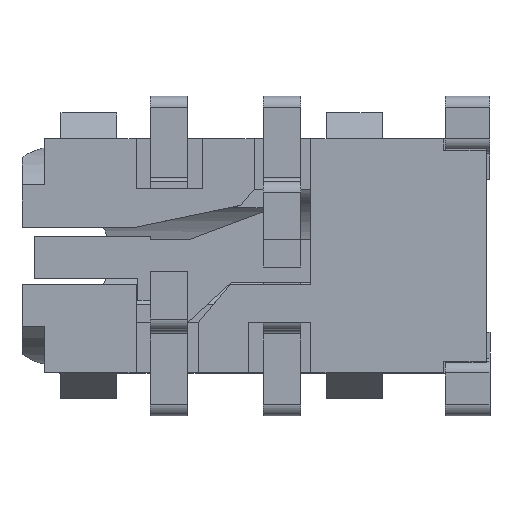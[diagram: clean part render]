
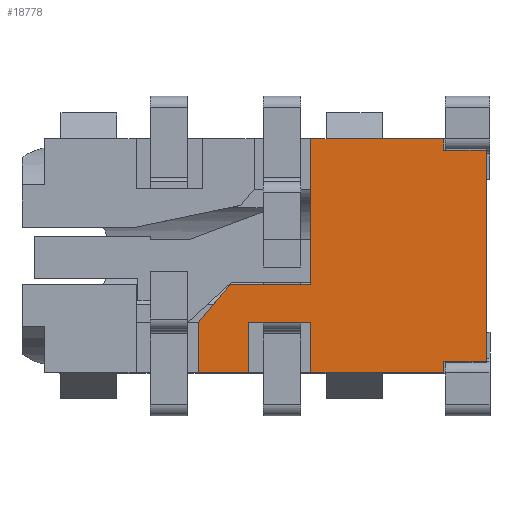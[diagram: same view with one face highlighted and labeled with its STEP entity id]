
A CAD part, top view. The second image highlights one B-rep face of the part: STEP entity #18778.
In plain terms, the highlighted planar face has unit normal (0, 0, 1).
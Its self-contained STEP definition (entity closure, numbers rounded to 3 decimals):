
#103 = ORIENTED_EDGE ( 'NONE', *, *, #20784, .F. ) ;
#228 = ORIENTED_EDGE ( 'NONE', *, *, #5110, .F. ) ;
#692 = LINE ( 'NONE', #23674, #7950 ) ;
#912 = VERTEX_POINT ( 'NONE', #21045 ) ;
#1486 = EDGE_CURVE ( 'NONE', #22363, #14454, #8516, .T. ) ;
#1669 = EDGE_CURVE ( 'NONE', #2329, #22363, #15020, .T. ) ;
#1888 = CARTESIAN_POINT ( 'NONE',  ( 5.1, -3.9, 4.6 ) ) ;
#1916 = DIRECTION ( 'NONE',  ( 0., 1., 0. ) ) ;
#1917 = DIRECTION ( 'NONE',  ( 0., 1., 0. ) ) ;
#1973 = EDGE_CURVE ( 'NONE', #15491, #23876, #7799, .T. ) ;
#2216 = CARTESIAN_POINT ( 'NONE',  ( 5.1, -2.846, 4.6 ) ) ;
#2329 = VERTEX_POINT ( 'NONE', #13081 ) ;
#2449 = ORIENTED_EDGE ( 'NONE', *, *, #22687, .F. ) ;
#2781 = CARTESIAN_POINT ( 'NONE',  ( 1.529, -3.15, 4.6 ) ) ;
#3147 = LINE ( 'NONE', #20565, #8902 ) ;
#3351 = EDGE_CURVE ( 'NONE', #21347, #19191, #18726, .T. ) ;
#3350 = DIRECTION ( 'NONE',  ( 1., 0., 0. ) ) ;
#3924 = VERTEX_POINT ( 'NONE', #15881 ) ;
#3949 = ORIENTED_EDGE ( 'NONE', *, *, #8280, .F. ) ;
#4040 = CARTESIAN_POINT ( 'NONE',  ( 0., 0., 4.6 ) ) ;
#4403 = FACE_OUTER_BOUND ( 'NONE', #15394, .T. ) ;
#4762 = AXIS2_PLACEMENT_3D ( 'NONE', #4040, #11748, #17795 ) ;
#4862 = CARTESIAN_POINT ( 'NONE',  ( 1.529, -1.8, 4.6 ) ) ;
#5110 = EDGE_CURVE ( 'NONE', #912, #24382, #15311, .T. ) ;
#5271 = DIRECTION ( 'NONE',  ( -1., 0., 0. ) ) ;
#5357 = CARTESIAN_POINT ( 'NONE',  ( -0.147, -3.15, 4.6 ) ) ;
#5689 = ORIENTED_EDGE ( 'NONE', *, *, #14710, .F. ) ;
#5742 = VECTOR ( 'NONE', #1916, 1000. ) ;
#5837 = CARTESIAN_POINT ( 'NONE',  ( -1.506, -3.15, 4.6 ) ) ;
#6258 = VECTOR ( 'NONE', #11432, 1000. ) ;
#6979 = CARTESIAN_POINT ( 'NONE',  ( -0.147, -1.8, 4.6 ) ) ;
#7186 = CARTESIAN_POINT ( 'NONE',  ( 6.25, -2.846, 4.6 ) ) ;
#7233 = LINE ( 'NONE', #11164, #19710 ) ;
#7799 = LINE ( 'NONE', #1888, #23968 ) ;
#7801 = CARTESIAN_POINT ( 'NONE',  ( 5.1, -3.15, 4.6 ) ) ;
#7950 = VECTOR ( 'NONE', #19776, 1000. ) ;
#8280 = EDGE_CURVE ( 'NONE', #14454, #15491, #19369, .T. ) ;
#8516 = LINE ( 'NONE', #21638, #20776 ) ;
#8902 = VECTOR ( 'NONE', #14507, 1000. ) ;
#8906 = ORIENTED_EDGE ( 'NONE', *, *, #23525, .F. ) ;
#9121 = DIRECTION ( 'NONE',  ( -1., 0., 0. ) ) ;
#9357 = DIRECTION ( 'NONE',  ( 1., 0., 0. ) ) ;
#9574 = DIRECTION ( 'NONE',  ( 0., -1., 0. ) ) ;
#9991 = LINE ( 'NONE', #17189, #17857 ) ;
#10103 = ORIENTED_EDGE ( 'NONE', *, *, #1486, .F. ) ;
#10900 = CARTESIAN_POINT ( 'NONE',  ( -1.506, -3.15, 4.6 ) ) ;
#11057 = LINE ( 'NONE', #5357, #24559 ) ;
#11164 = CARTESIAN_POINT ( 'NONE',  ( -6.25, 3.15, 4.6 ) ) ;
#11367 = LINE ( 'NONE', #19188, #15335 ) ;
#11432 = DIRECTION ( 'NONE',  ( -1., 0., 0. ) ) ;
#11444 = VERTEX_POINT ( 'NONE', #14497 ) ;
#11569 = CARTESIAN_POINT ( 'NONE',  ( -6.25, -3.15, 4.6 ) ) ;
#11735 = VECTOR ( 'NONE', #9121, 1000. ) ;
#11748 = DIRECTION ( 'NONE',  ( 0., 0., -1. ) ) ;
#11803 = CARTESIAN_POINT ( 'NONE',  ( -0.643, -0.776, 4.6 ) ) ;
#11812 = DIRECTION ( 'NONE',  ( -1., 0., 0. ) ) ;
#12034 = EDGE_CURVE ( 'NONE', #14674, #21347, #11367, .T. ) ;
#12524 = EDGE_CURVE ( 'NONE', #11444, #912, #692, .T. ) ;
#12857 = VECTOR ( 'NONE', #13456, 1000. ) ;
#13027 = DIRECTION ( 'NONE',  ( 0., 1., 0. ) ) ;
#13081 = CARTESIAN_POINT ( 'NONE',  ( 5.1, 2.844, 4.6 ) ) ;
#13148 = ORIENTED_EDGE ( 'NONE', *, *, #12524, .F. ) ;
#13178 = ORIENTED_EDGE ( 'NONE', *, *, #1669, .F. ) ;
#13350 = ORIENTED_EDGE ( 'NONE', *, *, #20189, .F. ) ;
#13456 = DIRECTION ( 'NONE',  ( 1., 0., 0. ) ) ;
#13565 = CARTESIAN_POINT ( 'NONE',  ( 6.25, 2.844, 4.6 ) ) ;
#13643 = PLANE ( 'NONE',  #4762 ) ;
#13693 = EDGE_CURVE ( 'NONE', #23876, #14674, #19509, .T. ) ;
#13730 = VECTOR ( 'NONE', #5271, 1000. ) ;
#14454 = VERTEX_POINT ( 'NONE', #7186 ) ;
#14497 = CARTESIAN_POINT ( 'NONE',  ( -1.506, -1.8, 4.6 ) ) ;
#14507 = DIRECTION ( 'NONE',  ( 0., -1., 0. ) ) ;
#14674 = VERTEX_POINT ( 'NONE', #2781 ) ;
#14684 = ORIENTED_EDGE ( 'NONE', *, *, #3351, .F. ) ;
#14710 = EDGE_CURVE ( 'NONE', #23442, #2329, #3147, .T. ) ;
#15020 = LINE ( 'NONE', #22732, #17558 ) ;
#15311 = LINE ( 'NONE', #11803, #12857 ) ;
#15335 = VECTOR ( 'NONE', #13027, 1000. ) ;
#15394 = EDGE_LOOP ( 'NONE', ( #8906, #228, #13148, #2449, #103, #13350, #14684, #15954, #23786, #22473, #3949, #10103, #13178, #5689, #19674 ) ) ;
#15461 = CARTESIAN_POINT ( 'NONE',  ( -6.25, -3.15, 4.6 ) ) ;
#15491 = VERTEX_POINT ( 'NONE', #18794 ) ;
#15881 = CARTESIAN_POINT ( 'NONE',  ( 1.529, 3.15, 4.6 ) ) ;
#15954 = ORIENTED_EDGE ( 'NONE', *, *, #12034, .F. ) ;
#17189 = CARTESIAN_POINT ( 'NONE',  ( 1.529, 1.8, 4.6 ) ) ;
#17558 = VECTOR ( 'NONE', #9357, 1000. ) ;
#17795 = DIRECTION ( 'NONE',  ( 1., 0., 0. ) ) ;
#17857 = VECTOR ( 'NONE', #1917, 1000. ) ;
#18726 = LINE ( 'NONE', #6979, #11735 ) ;
#18778 = ADVANCED_FACE ( 'NONE', ( #4403 ), #13643, .F. ) ;
#18794 = CARTESIAN_POINT ( 'NONE',  ( 5.1, -2.846, 4.6 ) ) ;
#19088 = CARTESIAN_POINT ( 'NONE',  ( 5.1, 3.15, 4.6 ) ) ;
#19188 = CARTESIAN_POINT ( 'NONE',  ( 1.529, -3.15, 4.6 ) ) ;
#19191 = VERTEX_POINT ( 'NONE', #23141 ) ;
#19205 = LINE ( 'NONE', #5837, #5742 ) ;
#19369 = LINE ( 'NONE', #2216, #6258 ) ;
#19509 = LINE ( 'NONE', #15461, #22547 ) ;
#19674 = ORIENTED_EDGE ( 'NONE', *, *, #20052, .F. ) ;
#19710 = VECTOR ( 'NONE', #3350, 1000. ) ;
#19776 = DIRECTION ( 'NONE',  ( 0.645, 0.765, 0. ) ) ;
#20052 = EDGE_CURVE ( 'NONE', #3924, #23442, #7233, .T. ) ;
#20177 = CARTESIAN_POINT ( 'NONE',  ( -0.147, -3.15, 4.6 ) ) ;
#20189 = EDGE_CURVE ( 'NONE', #19191, #23949, #11057, .T. ) ;
#20565 = CARTESIAN_POINT ( 'NONE',  ( 5.1, 4.1, 4.6 ) ) ;
#20776 = VECTOR ( 'NONE', #23534, 1000. ) ;
#20784 = EDGE_CURVE ( 'NONE', #23949, #24284, #24833, .T. ) ;
#21018 = DIRECTION ( 'NONE',  ( 0., -1., 0. ) ) ;
#21045 = CARTESIAN_POINT ( 'NONE',  ( -0.643, -0.776, 4.6 ) ) ;
#21347 = VERTEX_POINT ( 'NONE', #4862 ) ;
#21638 = CARTESIAN_POINT ( 'NONE',  ( 6.25, -3.15, 4.6 ) ) ;
#21964 = CARTESIAN_POINT ( 'NONE',  ( 1.529, -0.776, 4.6 ) ) ;
#22363 = VERTEX_POINT ( 'NONE', #13565 ) ;
#22473 = ORIENTED_EDGE ( 'NONE', *, *, #1973, .F. ) ;
#22547 = VECTOR ( 'NONE', #11812, 1000. ) ;
#22687 = EDGE_CURVE ( 'NONE', #24284, #11444, #19205, .T. ) ;
#22732 = CARTESIAN_POINT ( 'NONE',  ( 5.1, 2.844, 4.6 ) ) ;
#23141 = CARTESIAN_POINT ( 'NONE',  ( -0.147, -1.8, 4.6 ) ) ;
#23442 = VERTEX_POINT ( 'NONE', #19088 ) ;
#23525 = EDGE_CURVE ( 'NONE', #24382, #3924, #9991, .T. ) ;
#23534 = DIRECTION ( 'NONE',  ( 0., -1., 0. ) ) ;
#23674 = CARTESIAN_POINT ( 'NONE',  ( -1.506, -1.8, 4.6 ) ) ;
#23786 = ORIENTED_EDGE ( 'NONE', *, *, #13693, .F. ) ;
#23876 = VERTEX_POINT ( 'NONE', #7801 ) ;
#23949 = VERTEX_POINT ( 'NONE', #20177 ) ;
#23968 = VECTOR ( 'NONE', #9574, 1000. ) ;
#24284 = VERTEX_POINT ( 'NONE', #10900 ) ;
#24382 = VERTEX_POINT ( 'NONE', #21964 ) ;
#24559 = VECTOR ( 'NONE', #21018, 1000. ) ;
#24833 = LINE ( 'NONE', #11569, #13730 ) ;
